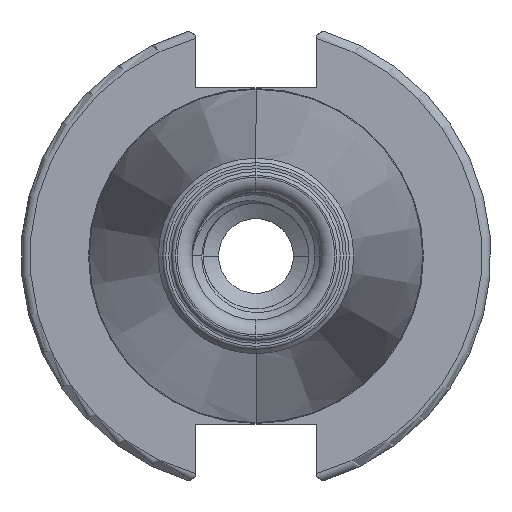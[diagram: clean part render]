
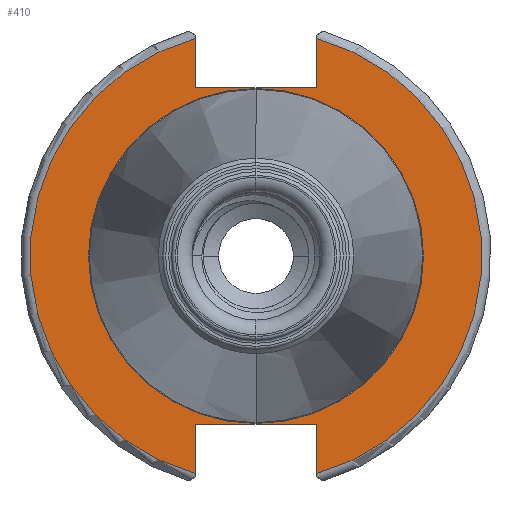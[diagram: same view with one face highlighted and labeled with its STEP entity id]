
A CAD part, left-side view. The second image highlights one B-rep face of the part: STEP entity #410.
In plain terms, the highlighted planar face has unit normal (-1, 0, 0).
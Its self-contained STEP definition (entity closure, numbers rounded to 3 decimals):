
#410 = ADVANCED_FACE ( 'NONE', ( #13402, #13404 ), #3260, .F. ) ;
#3232 = DIRECTION ( 'NONE',  ( 1., 0., 0. ) ) ;
#3258 = DIRECTION ( 'NONE',  ( 0., 0., -1. ) ) ;
#3260 = PLANE ( 'NONE',  #13725 ) ;
#3263 = CARTESIAN_POINT ( 'NONE',  ( -5., 22.398, 0. ) ) ;
#4480 = AXIS2_PLACEMENT_3D ( 'NONE', #14785, #14770, #14756 ) ;
#5010 = CARTESIAN_POINT ( 'NONE',  ( -5., -8.075, 22.5 ) ) ;
#5033 = CARTESIAN_POINT ( 'NONE',  ( -5., -8.075, -22.5 ) ) ;
#5075 = CARTESIAN_POINT ( 'NONE',  ( -5., 8.075, -22.5 ) ) ;
#5078 = CARTESIAN_POINT ( 'NONE',  ( -5., -8.075, -29.1 ) ) ;
#5087 = CARTESIAN_POINT ( 'NONE',  ( -5., -8.075, 29.1 ) ) ;
#5098 = CARTESIAN_POINT ( 'NONE',  ( -5., 8.075, -29.1 ) ) ;
#5101 = CARTESIAN_POINT ( 'NONE',  ( -5., 8.075, 22.5 ) ) ;
#5239 = CARTESIAN_POINT ( 'NONE',  ( -5., 0., -22.398 ) ) ;
#5313 = CARTESIAN_POINT ( 'NONE',  ( -5., 0., 22.398 ) ) ;
#5318 = CARTESIAN_POINT ( 'NONE',  ( -5., 8.075, 29.1 ) ) ;
#5351 = CARTESIAN_POINT ( 'NONE',  ( -5., -8.075, -22.5 ) ) ;
#5354 = DIRECTION ( 'NONE',  ( 0., -1., 0. ) ) ;
#5368 = CARTESIAN_POINT ( 'NONE',  ( -5., -8.075, 22.5 ) ) ;
#5381 = DIRECTION ( 'NONE',  ( 0., -1., 0. ) ) ;
#5383 = CARTESIAN_POINT ( 'NONE',  ( -5., -8.075, 0. ) ) ;
#5386 = DIRECTION ( 'NONE',  ( 0., 0., -1. ) ) ;
#5419 = CARTESIAN_POINT ( 'NONE',  ( -5., 8.075, 0. ) ) ;
#5423 = DIRECTION ( 'NONE',  ( 0., 0., -1. ) ) ;
#5432 = CARTESIAN_POINT ( 'NONE',  ( -5., -8.075, 0. ) ) ;
#5433 = CARTESIAN_POINT ( 'NONE',  ( -5., 8.075, 0. ) ) ;
#5448 = DIRECTION ( 'NONE',  ( 0., 0., 1. ) ) ;
#5461 = DIRECTION ( 'NONE',  ( 0., 0., 1. ) ) ;
#5482 = DIRECTION ( 'NONE',  ( 0., 0., 1. ) ) ;
#5498 = DIRECTION ( 'NONE',  ( -1., 0., 0. ) ) ;
#5515 = CARTESIAN_POINT ( 'NONE',  ( -5., 0., 0. ) ) ;
#5533 = DIRECTION ( 'NONE',  ( -1., 0., 0. ) ) ;
#5540 = CARTESIAN_POINT ( 'NONE',  ( -5., 0., 0. ) ) ;
#5561 = DIRECTION ( 'NONE',  ( 0., 0., 1. ) ) ;
#5565 = DIRECTION ( 'NONE',  ( -1., 0., 0. ) ) ;
#5593 = CARTESIAN_POINT ( 'NONE',  ( -5., 0., 0. ) ) ;
#5596 = DIRECTION ( 'NONE',  ( 0., 0., 1. ) ) ;
#11266 = VERTEX_POINT ( 'NONE', #5033 ) ;
#11281 = VERTEX_POINT ( 'NONE', #5010 ) ;
#11294 = VERTEX_POINT ( 'NONE', #5078 ) ;
#11296 = VERTEX_POINT ( 'NONE', #5101 ) ;
#11302 = VERTEX_POINT ( 'NONE', #5098 ) ;
#11308 = VERTEX_POINT ( 'NONE', #5075 ) ;
#11323 = VERTEX_POINT ( 'NONE', #5087 ) ;
#11479 = VERTEX_POINT ( 'NONE', #5239 ) ;
#11512 = VERTEX_POINT ( 'NONE', #5313 ) ;
#11562 = VERTEX_POINT ( 'NONE', #5318 ) ;
#12792 = VECTOR ( 'NONE', #5354, 1000. ) ;
#12800 = LINE ( 'NONE', #5383, #12801 ) ;
#12801 = VECTOR ( 'NONE', #5386, 1000. ) ;
#12807 = LINE ( 'NONE', #5351, #12792 ) ;
#12814 = LINE ( 'NONE', #5368, #12815 ) ;
#12815 = VECTOR ( 'NONE', #5381, 1000. ) ;
#13340 = CIRCLE ( 'NONE', #4480, 22.398 ) ;
#13402 = FACE_OUTER_BOUND ( 'NONE', #15491, .T. ) ;
#13404 = FACE_BOUND ( 'NONE', #15485, .T. ) ;
#13474 = EDGE_CURVE ( 'NONE', #11308, #11266, #12807, .T. ) ;
#13485 = EDGE_CURVE ( 'NONE', #11266, #11294, #12800, .T. ) ;
#13486 = EDGE_CURVE ( 'NONE', #11296, #11281, #12814, .T. ) ;
#13494 = EDGE_CURVE ( 'NONE', #11562, #11296, #14241, .T. ) ;
#13498 = EDGE_CURVE ( 'NONE', #11281, #11323, #14186, .T. ) ;
#13505 = EDGE_CURVE ( 'NONE', #11302, #11308, #14202, .T. ) ;
#13511 = EDGE_CURVE ( 'NONE', #11512, #11479, #14199, .T. ) ;
#13517 = EDGE_CURVE ( 'NONE', #11562, #11302, #14205, .T. ) ;
#13527 = EDGE_CURVE ( 'NONE', #11294, #11323, #14233, .T. ) ;
#13725 = AXIS2_PLACEMENT_3D ( 'NONE', #3263, #3232, #3258 ) ;
#13866 = AXIS2_PLACEMENT_3D ( 'NONE', #5515, #5498, #5482 ) ;
#13883 = AXIS2_PLACEMENT_3D ( 'NONE', #5593, #5565, #5596 ) ;
#13891 = AXIS2_PLACEMENT_3D ( 'NONE', #5540, #5533, #5561 ) ;
#14110 = EDGE_CURVE ( 'NONE', #11479, #11512, #13340, .T. ) ;
#14186 = LINE ( 'NONE', #5432, #14192 ) ;
#14192 = VECTOR ( 'NONE', #5461, 1000. ) ;
#14193 = VECTOR ( 'NONE', #5448, 1000. ) ;
#14199 = CIRCLE ( 'NONE', #13866, 22.398 ) ;
#14202 = LINE ( 'NONE', #5433, #14193 ) ;
#14205 = CIRCLE ( 'NONE', #13891, 30.2 ) ;
#14233 = CIRCLE ( 'NONE', #13883, 30.2 ) ;
#14241 = LINE ( 'NONE', #5419, #14242 ) ;
#14242 = VECTOR ( 'NONE', #5423, 1000. ) ;
#14756 = DIRECTION ( 'NONE',  ( 0., 0., 1. ) ) ;
#14770 = DIRECTION ( 'NONE',  ( -1., 0., 0. ) ) ;
#14785 = CARTESIAN_POINT ( 'NONE',  ( -5., 0., 0. ) ) ;
#15485 = EDGE_LOOP ( 'NONE', ( #15694, #15672 ) ) ;
#15491 = EDGE_LOOP ( 'NONE', ( #15659, #15669, #15668, #15703, #15665, #15692, #15687, #15681 ) ) ;
#15659 = ORIENTED_EDGE ( 'NONE', *, *, #13517, .T. ) ;
#15665 = ORIENTED_EDGE ( 'NONE', *, *, #13527, .T. ) ;
#15668 = ORIENTED_EDGE ( 'NONE', *, *, #13474, .T. ) ;
#15669 = ORIENTED_EDGE ( 'NONE', *, *, #13505, .T. ) ;
#15672 = ORIENTED_EDGE ( 'NONE', *, *, #14110, .F. ) ;
#15681 = ORIENTED_EDGE ( 'NONE', *, *, #13494, .F. ) ;
#15687 = ORIENTED_EDGE ( 'NONE', *, *, #13486, .F. ) ;
#15692 = ORIENTED_EDGE ( 'NONE', *, *, #13498, .F. ) ;
#15694 = ORIENTED_EDGE ( 'NONE', *, *, #13511, .F. ) ;
#15703 = ORIENTED_EDGE ( 'NONE', *, *, #13485, .T. ) ;
